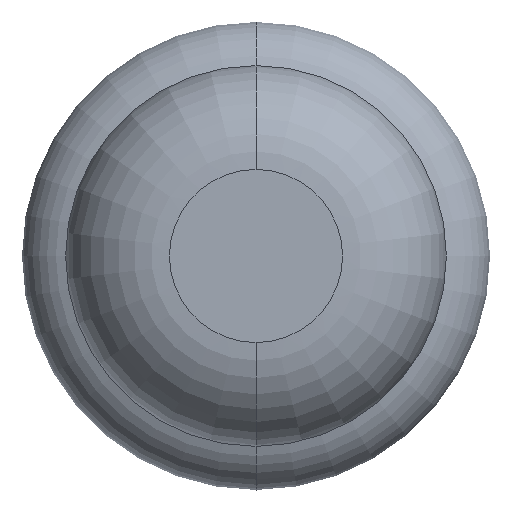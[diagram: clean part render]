
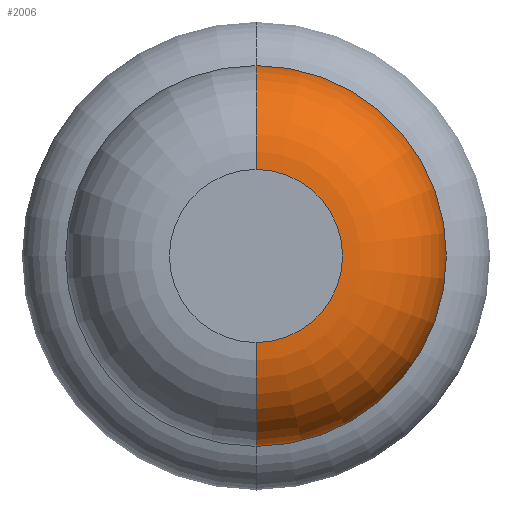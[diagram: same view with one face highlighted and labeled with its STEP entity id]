
A CAD part, front view. The second image highlights one B-rep face of the part: STEP entity #2006.
In plain terms, the highlighted toroidal (fillet/blend) face has major radius 0.375 mm and minor radius 0.45 mm.
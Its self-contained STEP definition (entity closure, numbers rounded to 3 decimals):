
#11 = CIRCLE ( 'NONE', #1828, 0.45 ) ;
#80 = DIRECTION ( 'NONE',  ( 0., 0., 1. ) ) ;
#89 = CARTESIAN_POINT ( 'NONE',  ( 0., -23.55, 0. ) ) ;
#142 = EDGE_CURVE ( 'NONE', #1815, #2476, #3234, .T. ) ;
#174 = CARTESIAN_POINT ( 'NONE',  ( 0., -23.55, -0.825 ) ) ;
#175 = EDGE_LOOP ( 'NONE', ( #1777, #2257, #1002, #894 ) ) ;
#190 = AXIS2_PLACEMENT_3D ( 'NONE', #987, #2142, #725 ) ;
#208 = AXIS2_PLACEMENT_3D ( 'NONE', #89, #2923, #80 ) ;
#242 = DIRECTION ( 'NONE',  ( 0., 0., -1. ) ) ;
#447 = CARTESIAN_POINT ( 'NONE',  ( 0., -23.55, 0.825 ) ) ;
#582 = VERTEX_POINT ( 'NONE', #447 ) ;
#725 = DIRECTION ( 'NONE',  ( 0., 0., 1. ) ) ;
#847 = VERTEX_POINT ( 'NONE', #174 ) ;
#855 = CIRCLE ( 'NONE', #1255, 0.45 ) ;
#894 = ORIENTED_EDGE ( 'NONE', *, *, #1458, .F. ) ;
#987 = CARTESIAN_POINT ( 'NONE',  ( 0., -24., 0. ) ) ;
#1002 = ORIENTED_EDGE ( 'NONE', *, *, #3125, .F. ) ;
#1006 = DIRECTION ( 'NONE',  ( 0., 1., 0. ) ) ;
#1066 = DIRECTION ( 'NONE',  ( -1., 0., 0. ) ) ;
#1109 = DIRECTION ( 'NONE',  ( 1., 0., 0. ) ) ;
#1255 = AXIS2_PLACEMENT_3D ( 'NONE', #1912, #1109, #242 ) ;
#1458 = EDGE_CURVE ( 'NONE', #1815, #582, #11, .T. ) ;
#1615 = CARTESIAN_POINT ( 'NONE',  ( 0., -24., 0.375 ) ) ;
#1727 = CARTESIAN_POINT ( 'NONE',  ( 0., -23.55, 0.375 ) ) ;
#1777 = ORIENTED_EDGE ( 'NONE', *, *, #142, .T. ) ;
#1780 = FACE_OUTER_BOUND ( 'NONE', #175, .T. ) ;
#1815 = VERTEX_POINT ( 'NONE', #1615 ) ;
#1828 = AXIS2_PLACEMENT_3D ( 'NONE', #1727, #1066, #2766 ) ;
#1841 = AXIS2_PLACEMENT_3D ( 'NONE', #1879, #1006, #2426 ) ;
#1879 = CARTESIAN_POINT ( 'NONE',  ( 0., -23.55, 0. ) ) ;
#1912 = CARTESIAN_POINT ( 'NONE',  ( 0., -23.55, -0.375 ) ) ;
#2006 = ADVANCED_FACE ( 'NONE', ( #1780 ), #3079, .T. ) ;
#2142 = DIRECTION ( 'NONE',  ( 0., 1., 0. ) ) ;
#2257 = ORIENTED_EDGE ( 'NONE', *, *, #2817, .T. ) ;
#2426 = DIRECTION ( 'NONE',  ( 0., 0., 1. ) ) ;
#2476 = VERTEX_POINT ( 'NONE', #2614 ) ;
#2614 = CARTESIAN_POINT ( 'NONE',  ( 0., -24., -0.375 ) ) ;
#2766 = DIRECTION ( 'NONE',  ( 0., 0., 1. ) ) ;
#2817 = EDGE_CURVE ( 'NONE', #2476, #847, #855, .T. ) ;
#2923 = DIRECTION ( 'NONE',  ( 0., 1., 0. ) ) ;
#3079 = TOROIDAL_SURFACE ( 'NONE', #208, 0.375, 0.45 ) ;
#3125 = EDGE_CURVE ( 'NONE', #582, #847, #3261, .T. ) ;
#3234 = CIRCLE ( 'NONE', #190, 0.375 ) ;
#3261 = CIRCLE ( 'NONE', #1841, 0.825 ) ;
